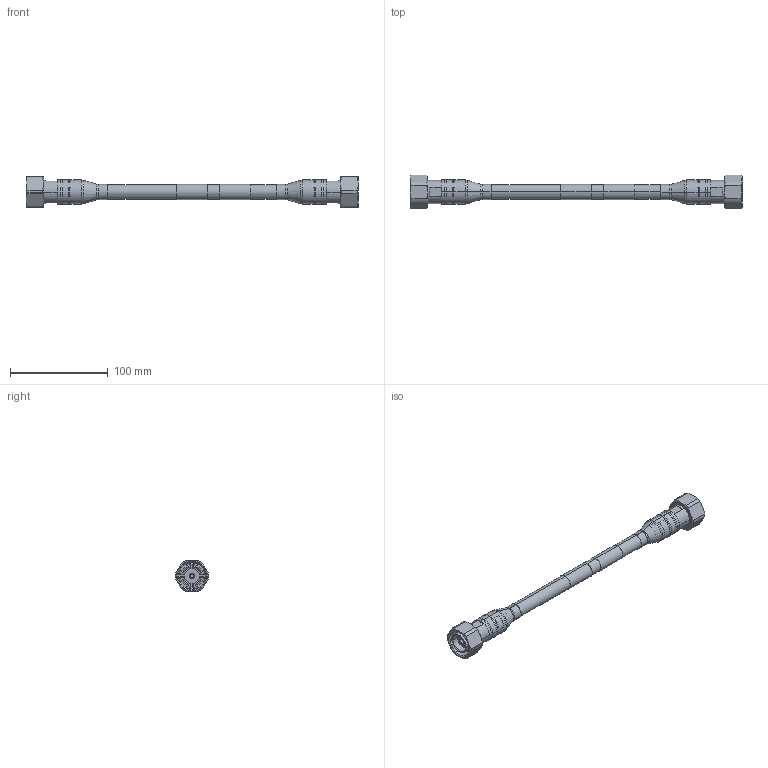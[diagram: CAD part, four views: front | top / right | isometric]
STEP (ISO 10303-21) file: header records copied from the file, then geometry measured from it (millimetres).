
FILE_DESCRIPTION (( 'STEP AP214' ), '1' );
FILE_NAME ('FMCA100126_3D.step', '2024-08-16T20:04:53', ( '' ), ( '' ), 'SwSTEP 2.0', 'SolidWorks 2022', '' );
FILE_SCHEMA (( 'AUTOMOTIVE_DESIGN' ));
Length unit declared in the file: inch
Products named in the file (4): Heat Shrink^FMCA100126_1" Long; FMCA100126_3D; TCP-600-716MC-LP; TCOM-600-FR^FMCA100126_LABEL+PE PIM
Assembly tree (5 placements, depth 2):
  FMCA100126_3D
    TCOM-600-FR^FMCA100126_LABEL+PE PIM
    TCP-600-716MC-LP  x2
    Heat Shrink^FMCA100126_1" Long  x2
Bounding box: 340.48 x 34.8 x 31.77 mm (x, y, z)
Volume: 100452.8 mm3; surface area: 46773 mm2
Topology: 5 solids, 5 shells, 310 faces, 658 edges, 400 vertices
Faces by surface type: cylinder 118, cone 82, plane 76, torus 34
Entity records: 4863 total; most frequent: CARTESIAN_POINT 939, DIRECTION 865, ORIENTED_EDGE 688, AXIS2_PLACEMENT_3D 372, EDGE_CURVE 344, VERTEX_POINT 210, CIRCLE 201, EDGE_LOOP 188
